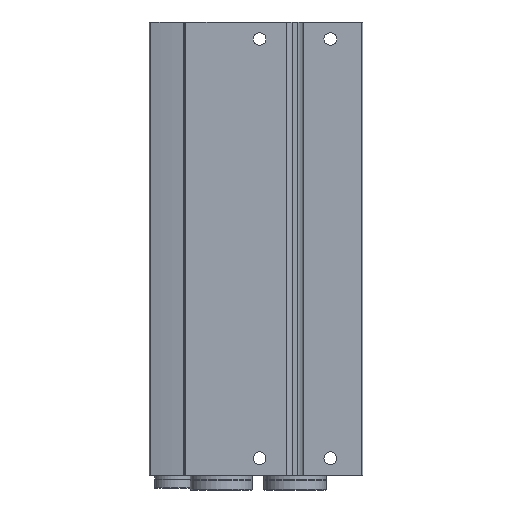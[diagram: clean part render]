
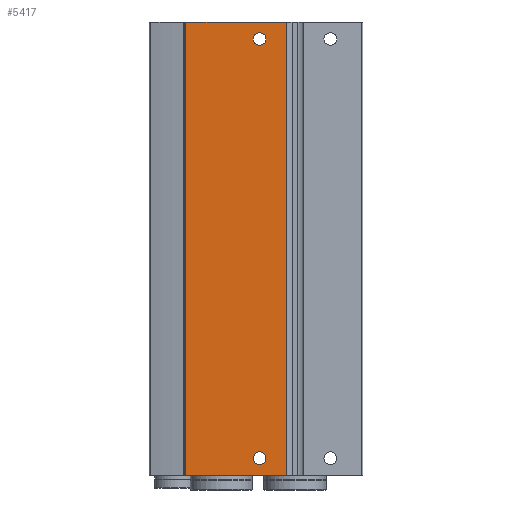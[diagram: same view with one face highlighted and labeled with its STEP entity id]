
A CAD part, front view. The second image highlights one B-rep face of the part: STEP entity #5417.
In plain terms, the highlighted planar face has unit normal (0, -1, 0).
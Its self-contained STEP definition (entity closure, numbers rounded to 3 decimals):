
#235=PLANE('',#5866);
#419=CIRCLE('',#5867,2.25);
#420=CIRCLE('',#5868,2.25);
#807=ORIENTED_EDGE('',*,*,#2197,.F.);
#808=ORIENTED_EDGE('',*,*,#2198,.F.);
#809=ORIENTED_EDGE('',*,*,#2199,.F.);
#810=ORIENTED_EDGE('',*,*,#2196,.F.);
#811=ORIENTED_EDGE('',*,*,#2200,.T.);
#812=ORIENTED_EDGE('',*,*,#2201,.T.);
#2196=EDGE_CURVE('',#2888,#2887,#3401,.T.);
#2197=EDGE_CURVE('',#2889,#2889,#419,.T.);
#2198=EDGE_CURVE('',#2890,#2890,#420,.T.);
#2199=EDGE_CURVE('',#2887,#2891,#3402,.T.);
#2200=EDGE_CURVE('',#2888,#2892,#3403,.T.);
#2201=EDGE_CURVE('',#2892,#2891,#3404,.T.);
#2887=VERTEX_POINT('',#8621);
#2888=VERTEX_POINT('',#8623);
#2889=VERTEX_POINT('',#8627);
#2890=VERTEX_POINT('',#8629);
#2891=VERTEX_POINT('',#8631);
#2892=VERTEX_POINT('',#8633);
#3401=LINE('',#8624,#3759);
#3402=LINE('',#8630,#3760);
#3403=LINE('',#8632,#3761);
#3404=LINE('',#8634,#3762);
#3759=VECTOR('',#6609,1000.);
#3760=VECTOR('',#6616,1000.);
#3761=VECTOR('',#6617,1000.);
#3762=VECTOR('',#6618,1000.);
#4125=EDGE_LOOP('',(#807));
#4126=EDGE_LOOP('',(#808));
#4127=EDGE_LOOP('',(#809,#810,#811,#812));
#4715=FACE_BOUND('',#4125,.T.);
#4716=FACE_BOUND('',#4126,.T.);
#4717=FACE_BOUND('',#4127,.T.);
#5417=ADVANCED_FACE('',(#4715,#4716,#4717),#235,.T.);
#5866=AXIS2_PLACEMENT_3D('',#8625,#6610,#6611);
#5867=AXIS2_PLACEMENT_3D('',#8626,#6612,#6613);
#5868=AXIS2_PLACEMENT_3D('',#8628,#6614,#6615);
#6609=DIRECTION('',(0.,0.,1.));
#6610=DIRECTION('',(0.,-1.,0.));
#6611=DIRECTION('',(0.,0.,-1.));
#6612=DIRECTION('',(0.,-1.,0.));
#6613=DIRECTION('',(0.,0.,-1.));
#6614=DIRECTION('',(0.,-1.,0.));
#6615=DIRECTION('',(0.,0.,-1.));
#6616=DIRECTION('',(1.,0.,0.));
#6617=DIRECTION('',(1.,0.,0.));
#6618=DIRECTION('',(0.,0.,1.));
#8621=CARTESIAN_POINT('',(-38.5,0.,0.));
#8623=CARTESIAN_POINT('',(-38.5,0.,-160.));
#8624=CARTESIAN_POINT('',(-38.5,0.,-160.));
#8625=CARTESIAN_POINT('',(-38.5,0.,-160.));
#8626=CARTESIAN_POINT('',(-12.5,0.,-154.));
#8627=CARTESIAN_POINT('',(-12.5,0.,-156.25));
#8628=CARTESIAN_POINT('',(-12.5,0.,-6.));
#8629=CARTESIAN_POINT('',(-12.5,0.,-8.25));
#8630=CARTESIAN_POINT('',(-38.5,0.,0.));
#8631=CARTESIAN_POINT('',(-3.,0.,0.));
#8632=CARTESIAN_POINT('',(-38.5,0.,-160.));
#8633=CARTESIAN_POINT('',(-3.,0.,-160.));
#8634=CARTESIAN_POINT('',(-3.,0.,-160.));
